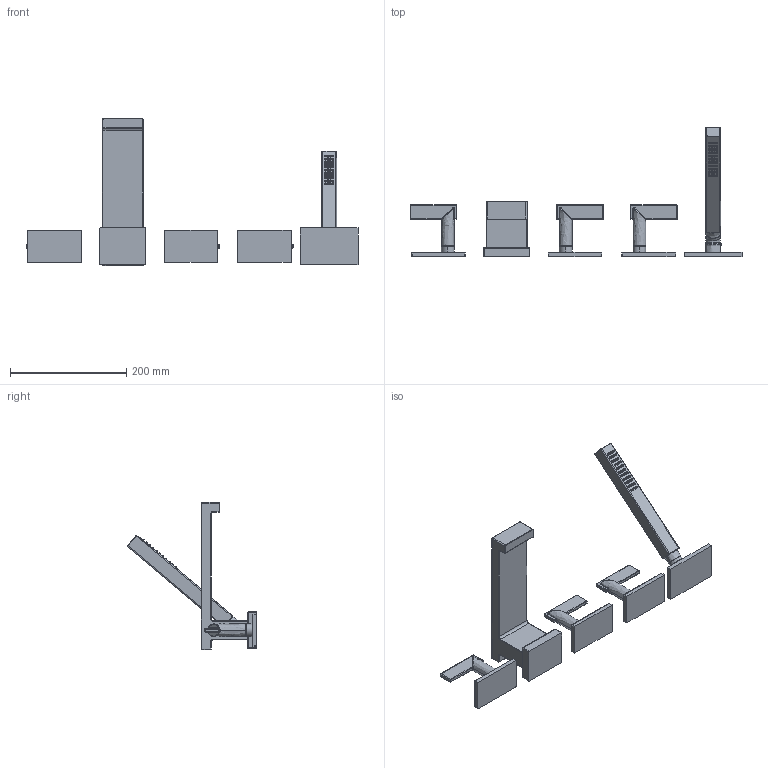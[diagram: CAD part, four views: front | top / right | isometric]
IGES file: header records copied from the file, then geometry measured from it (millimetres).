
Start section:  PTC IGES file: 3-2547.igs
Global section: file name: 3-2547.igs; native system: Creo Parametric by PTC Inc.; preprocessor: 2018400; author: jinson.thomas; organization: Unknown; date: 20210322.114602; units: inch
Bounding box: 571.88 x 222.8 x 254 mm (x, y, z)
Volume: 987067.4 mm3; surface area: 178941.9 mm2
Topology: 5 solids, 6 shells, 1080 faces, 2372 edges, 1406 vertices
Faces by surface type: revolution 628, bspline 452
